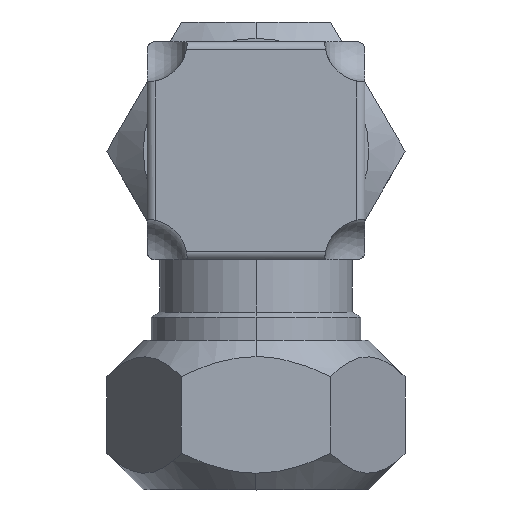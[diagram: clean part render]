
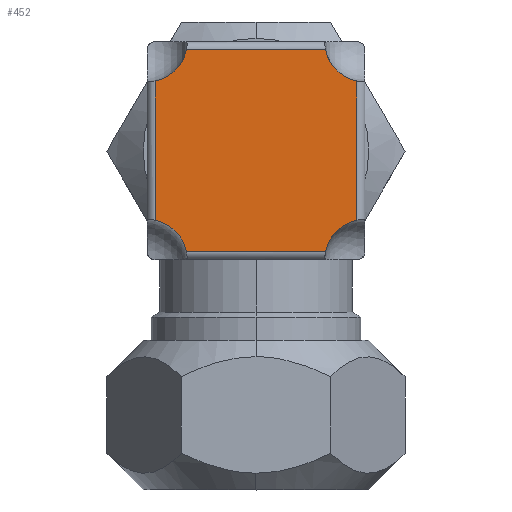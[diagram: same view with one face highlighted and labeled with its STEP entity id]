
A CAD part, top view. The second image highlights one B-rep face of the part: STEP entity #452.
In plain terms, the highlighted planar face has unit normal (0, 0, 1).
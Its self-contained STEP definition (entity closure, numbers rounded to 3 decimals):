
#251 = VERTEX_POINT ( 'NONE', #1068 ) ;
#419 = VERTEX_POINT ( 'NONE', #1479 ) ;
#422 = VERTEX_POINT ( 'NONE', #1474 ) ;
#424 = ORIENTED_EDGE ( 'NONE', *, *, #426, .T. ) ;
#425 = VERTEX_POINT ( 'NONE', #1473 ) ;
#426 = EDGE_CURVE ( 'NONE', #463, #435, #1472, .T. ) ;
#427 = ORIENTED_EDGE ( 'NONE', *, *, #434, .T. ) ;
#428 = EDGE_CURVE ( 'NONE', #451, #425, #1467, .T. ) ;
#429 = ORIENTED_EDGE ( 'NONE', *, *, #428, .T. ) ;
#430 = EDGE_CURVE ( 'NONE', #425, #457, #1463, .T. ) ;
#431 = EDGE_LOOP ( 'NONE', ( #429, #449, #466, #424, #427, #447, #446, #476 ) ) ;
#434 = EDGE_CURVE ( 'NONE', #435, #422, #1457, .T. ) ;
#435 = VERTEX_POINT ( 'NONE', #1502 ) ;
#442 = EDGE_CURVE ( 'NONE', #457, #463, #1542, .T. ) ;
#444 = EDGE_CURVE ( 'NONE', #419, #251, #1534, .T. ) ;
#446 = ORIENTED_EDGE ( 'NONE', *, *, #444, .T. ) ;
#447 = ORIENTED_EDGE ( 'NONE', *, *, #448, .T. ) ;
#448 = EDGE_CURVE ( 'NONE', #422, #419, #1526, .T. ) ;
#449 = ORIENTED_EDGE ( 'NONE', *, *, #430, .T. ) ;
#451 = VERTEX_POINT ( 'NONE', #1527 ) ;
#452 = ADVANCED_FACE ( 'NONE', ( #1521 ), #1520, .T. ) ;
#457 = VERTEX_POINT ( 'NONE', #1515 ) ;
#463 = VERTEX_POINT ( 'NONE', #1556 ) ;
#466 = ORIENTED_EDGE ( 'NONE', *, *, #442, .T. ) ;
#471 = EDGE_CURVE ( 'NONE', #251, #451, #1608, .T. ) ;
#476 = ORIENTED_EDGE ( 'NONE', *, *, #471, .T. ) ;
#1068 = CARTESIAN_POINT ( 'NONE',  ( -12.5, -8.626, 13.5 ) ) ;
#1455 = VECTOR ( 'NONE', #1503, 1000. ) ;
#1456 = CARTESIAN_POINT ( 'NONE',  ( -51.684, 12.5, 13.5 ) ) ;
#1457 = LINE ( 'NONE', #1456, #1455 ) ;
#1459 = DIRECTION ( 'NONE',  ( 0., -1., 0. ) ) ;
#1460 = DIRECTION ( 'NONE',  ( 0., 0., -1. ) ) ;
#1461 = CARTESIAN_POINT ( 'NONE',  ( 13.5, -13.5, 13.5 ) ) ;
#1462 = AXIS2_PLACEMENT_3D ( 'NONE', #1461, #1460, #1459 ) ;
#1463 = CIRCLE ( 'NONE', #1462, 4.975 ) ;
#1464 = DIRECTION ( 'NONE',  ( 1., 0., 0. ) ) ;
#1465 = VECTOR ( 'NONE', #1464, 1000. ) ;
#1466 = CARTESIAN_POINT ( 'NONE',  ( -51.684, -12.5, 13.5 ) ) ;
#1467 = LINE ( 'NONE', #1466, #1465 ) ;
#1468 = DIRECTION ( 'NONE',  ( 0., -1., 0. ) ) ;
#1469 = DIRECTION ( 'NONE',  ( 0., 0., -1. ) ) ;
#1470 = CARTESIAN_POINT ( 'NONE',  ( 13.5, 13.5, 13.5 ) ) ;
#1471 = AXIS2_PLACEMENT_3D ( 'NONE', #1470, #1469, #1468 ) ;
#1472 = CIRCLE ( 'NONE', #1471, 4.975 ) ;
#1473 = CARTESIAN_POINT ( 'NONE',  ( 8.626, -12.5, 13.5 ) ) ;
#1474 = CARTESIAN_POINT ( 'NONE',  ( -8.626, 12.5, 13.5 ) ) ;
#1479 = CARTESIAN_POINT ( 'NONE',  ( -12.5, 8.626, 13.5 ) ) ;
#1502 = CARTESIAN_POINT ( 'NONE',  ( 8.626, 12.5, 13.5 ) ) ;
#1503 = DIRECTION ( 'NONE',  ( -1., 0., 0. ) ) ;
#1515 = CARTESIAN_POINT ( 'NONE',  ( 12.5, -8.626, 13.5 ) ) ;
#1516 = DIRECTION ( 'NONE',  ( 0., -1., 0. ) ) ;
#1517 = DIRECTION ( 'NONE',  ( 0., 0., 1. ) ) ;
#1518 = CARTESIAN_POINT ( 'NONE',  ( -51.684, 13.5, 13.5 ) ) ;
#1519 = AXIS2_PLACEMENT_3D ( 'NONE', #1518, #1517, #1516 ) ;
#1520 = PLANE ( 'NONE',  #1519 ) ;
#1521 = FACE_OUTER_BOUND ( 'NONE', #431, .T. ) ;
#1522 = DIRECTION ( 'NONE',  ( 0., -1., 0. ) ) ;
#1523 = DIRECTION ( 'NONE',  ( 0., 0., -1. ) ) ;
#1524 = CARTESIAN_POINT ( 'NONE',  ( -13.5, 13.5, 13.5 ) ) ;
#1525 = AXIS2_PLACEMENT_3D ( 'NONE', #1524, #1523, #1522 ) ;
#1526 = CIRCLE ( 'NONE', #1525, 4.975 ) ;
#1527 = CARTESIAN_POINT ( 'NONE',  ( -8.626, -12.5, 13.5 ) ) ;
#1528 = DIRECTION ( 'NONE',  ( 0., -1., 0. ) ) ;
#1529 = VECTOR ( 'NONE', #1528, 1000. ) ;
#1530 = CARTESIAN_POINT ( 'NONE',  ( -12.5, -13.5, 13.5 ) ) ;
#1534 = LINE ( 'NONE', #1530, #1529 ) ;
#1539 = DIRECTION ( 'NONE',  ( 0., 1., 0. ) ) ;
#1540 = VECTOR ( 'NONE', #1539, 1000. ) ;
#1541 = CARTESIAN_POINT ( 'NONE',  ( 12.5, 13.5, 13.5 ) ) ;
#1542 = LINE ( 'NONE', #1541, #1540 ) ;
#1556 = CARTESIAN_POINT ( 'NONE',  ( 12.5, 8.626, 13.5 ) ) ;
#1604 = DIRECTION ( 'NONE',  ( 0., -1., 0. ) ) ;
#1605 = DIRECTION ( 'NONE',  ( 0., 0., -1. ) ) ;
#1606 = CARTESIAN_POINT ( 'NONE',  ( -13.5, -13.5, 13.5 ) ) ;
#1607 = AXIS2_PLACEMENT_3D ( 'NONE', #1606, #1605, #1604 ) ;
#1608 = CIRCLE ( 'NONE', #1607, 4.975 ) ;
